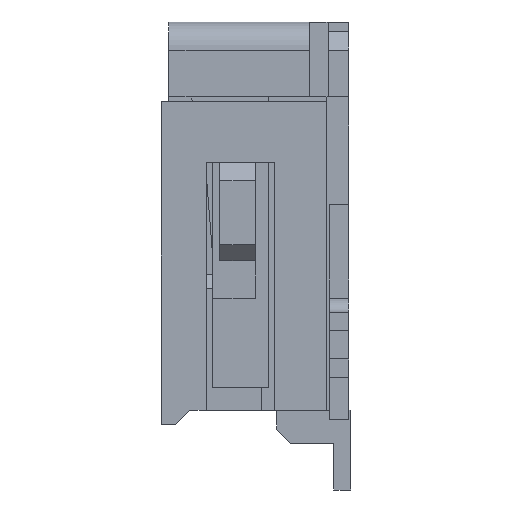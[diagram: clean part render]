
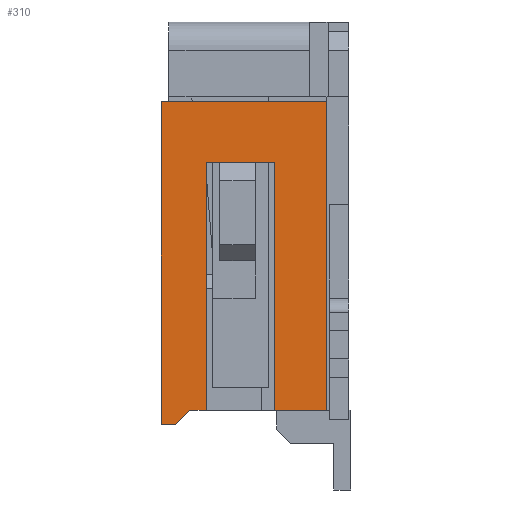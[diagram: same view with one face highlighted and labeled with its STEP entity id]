
A CAD part, left-side view. The second image highlights one B-rep face of the part: STEP entity #310.
In plain terms, the highlighted planar face has unit normal (-1, 0, 0).
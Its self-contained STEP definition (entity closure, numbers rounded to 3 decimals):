
#310=ADVANCED_FACE('',(#874),#875,.T.);
#874=FACE_OUTER_BOUND('',#1519,.T.);
#875=PLANE('',#1520);
#1519=EDGE_LOOP('',(#3857,#3858,#3859,#3860,#3861,#3862,#3863,#3864,#3865,#3866));
#1520=AXIS2_PLACEMENT_3D('',#3867,#3868,#3869);
#3857=ORIENTED_EDGE('',*,*,#4807,.F.);
#3858=ORIENTED_EDGE('',*,*,#5292,.F.);
#3859=ORIENTED_EDGE('',*,*,#5296,.T.);
#3860=ORIENTED_EDGE('',*,*,#5297,.T.);
#3861=ORIENTED_EDGE('',*,*,#5047,.F.);
#3862=ORIENTED_EDGE('',*,*,#5187,.T.);
#3863=ORIENTED_EDGE('',*,*,#4843,.F.);
#3864=ORIENTED_EDGE('',*,*,#5298,.F.);
#3865=ORIENTED_EDGE('',*,*,#5043,.F.);
#3866=ORIENTED_EDGE('',*,*,#5037,.F.);
#3867=CARTESIAN_POINT('',(-3.15,2.0,0.0));
#3868=DIRECTION('',(-1.0,0.0,0.0));
#3869=DIRECTION('',(0.0,0.0,1.0));
#4807=EDGE_CURVE('',#6069,#6071,#6072,.T.);
#4843=EDGE_CURVE('',#6135,#6137,#6138,.T.);
#5037=EDGE_CURVE('',#6071,#6468,#6469,.T.);
#5043=EDGE_CURVE('',#6468,#6478,#6479,.T.);
#5047=EDGE_CURVE('',#6483,#6485,#6486,.T.);
#5187=EDGE_CURVE('',#6483,#6137,#6712,.T.);
#5292=EDGE_CURVE('',#6862,#6069,#6864,.T.);
#5296=EDGE_CURVE('',#6862,#6869,#6870,.T.);
#5297=EDGE_CURVE('',#6869,#6485,#6871,.T.);
#5298=EDGE_CURVE('',#6478,#6135,#6872,.T.);
#6069=VERTEX_POINT('',#7889);
#6071=VERTEX_POINT('',#7892);
#6072=LINE('',#7893,#7894);
#6135=VERTEX_POINT('',#7991);
#6137=VERTEX_POINT('',#7994);
#6138=LINE('',#7995,#7996);
#6468=VERTEX_POINT('',#8514);
#6469=LINE('',#8515,#8516);
#6478=VERTEX_POINT('',#8530);
#6479=LINE('',#8531,#8532);
#6483=VERTEX_POINT('',#8538);
#6485=VERTEX_POINT('',#8541);
#6486=LINE('',#8542,#8543);
#6712=LINE('',#8898,#8899);
#6862=VERTEX_POINT('',#9145);
#6864=LINE('',#9148,#9149);
#6869=VERTEX_POINT('',#9156);
#6870=LINE('',#9157,#9158);
#6871=LINE('',#9159,#9160);
#6872=LINE('',#9161,#9162);
#7889=CARTESIAN_POINT('',(-3.15,2.0,3.45));
#7892=CARTESIAN_POINT('',(-3.15,0.24,3.45));
#7893=CARTESIAN_POINT('',(-3.15,2.0,3.45));
#7894=VECTOR('',#9737,1.76);
#7991=CARTESIAN_POINT('',(-3.15,0.79,2.8));
#7994=CARTESIAN_POINT('',(-3.15,1.52,2.8));
#7995=CARTESIAN_POINT('',(-3.15,0.79,2.8));
#7996=VECTOR('',#9773,0.73);
#8514=CARTESIAN_POINT('',(-3.15,0.24,0.15));
#8515=CARTESIAN_POINT('',(-3.15,0.24,3.45));
#8516=VECTOR('',#9977,3.3);
#8530=CARTESIAN_POINT('',(-3.15,0.79,0.15));
#8531=CARTESIAN_POINT('',(-3.15,0.24,0.15));
#8532=VECTOR('',#9983,0.55);
#8538=CARTESIAN_POINT('',(-3.15,1.52,0.15));
#8541=CARTESIAN_POINT('',(-3.15,1.7,0.15));
#8542=CARTESIAN_POINT('',(-3.15,1.52,0.15));
#8543=VECTOR('',#9987,0.18);
#8898=CARTESIAN_POINT('',(-3.15,1.52,0.15));
#8899=VECTOR('',#10147,2.65);
#9145=CARTESIAN_POINT('',(-3.15,2.0,0.0));
#9148=CARTESIAN_POINT('',(-3.15,2.0,0.0));
#9149=VECTOR('',#10266,3.45);
#9156=CARTESIAN_POINT('',(-3.15,1.85,0.0));
#9157=CARTESIAN_POINT('',(-3.15,2.0,0.0));
#9158=VECTOR('',#10272,0.15);
#9159=CARTESIAN_POINT('',(-3.15,1.85,0.0));
#9160=VECTOR('',#10273,0.212);
#9161=CARTESIAN_POINT('',(-3.15,0.79,0.15));
#9162=VECTOR('',#10274,2.65);
#9737=DIRECTION('',(0.0,-1.0,0.0));
#9773=DIRECTION('',(0.0,1.0,0.0));
#9977=DIRECTION('',(0.0,0.0,-1.0));
#9983=DIRECTION('',(0.0,1.0,0.0));
#9987=DIRECTION('',(0.0,1.0,0.0));
#10147=DIRECTION('',(0.0,0.0,1.0));
#10266=DIRECTION('',(0.0,0.0,1.0));
#10272=DIRECTION('',(0.0,-1.0,0.0));
#10273=DIRECTION('',(0.0,-0.707,0.707));
#10274=DIRECTION('',(0.0,0.0,1.0));
